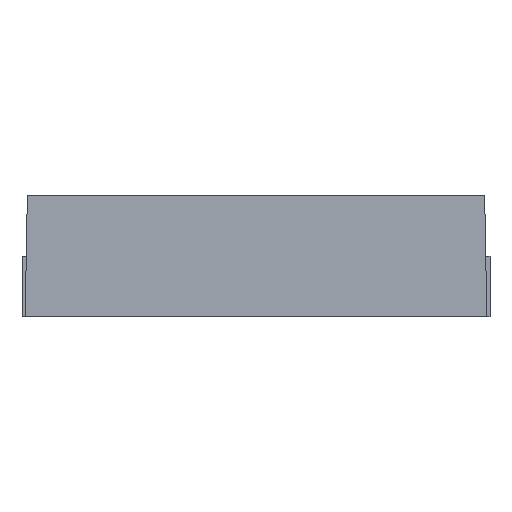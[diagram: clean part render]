
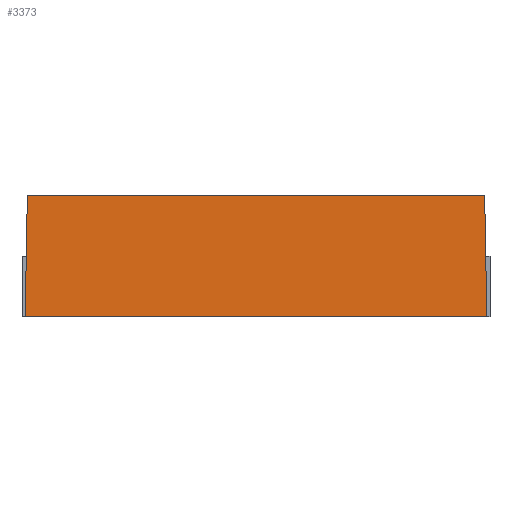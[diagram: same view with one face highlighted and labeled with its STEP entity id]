
A CAD part, front view. The second image highlights one B-rep face of the part: STEP entity #3373.
In plain terms, the highlighted planar face has unit normal (0, -1, 0.018).
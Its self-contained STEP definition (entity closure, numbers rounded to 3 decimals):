
#318=ORIENTED_EDGE('',*,*,#1028,.T.);
#319=ORIENTED_EDGE('',*,*,#1040,.F.);
#320=ORIENTED_EDGE('',*,*,#1045,.T.);
#321=ORIENTED_EDGE('',*,*,#924,.F.);
#322=ORIENTED_EDGE('',*,*,#1038,.T.);
#924=EDGE_CURVE('',#1294,#1295,#1540,.F.);
#1028=EDGE_CURVE('',#1397,#1396,#1585,.F.);
#1038=EDGE_CURVE('',#1294,#1397,#1595,.T.);
#1040=EDGE_CURVE('',#1402,#1396,#1597,.T.);
#1045=EDGE_CURVE('',#1402,#1295,#1602,.T.);
#1294=VERTEX_POINT('',#4182);
#1295=VERTEX_POINT('',#4183);
#1396=VERTEX_POINT('',#4673);
#1397=VERTEX_POINT('',#4675);
#1402=VERTEX_POINT('',#4694);
#1540=LINE('',#4181,#1786);
#1585=LINE('',#4674,#1831);
#1595=LINE('',#4691,#1841);
#1597=LINE('',#4695,#1843);
#1602=LINE('',#4704,#1848);
#1786=VECTOR('',#3665,1000.);
#1831=VECTOR('',#3716,1000.);
#1841=VECTOR('',#3730,1000.);
#1843=VECTOR('',#3734,1000.);
#1848=VECTOR('',#3745,1000.);
#2039=EDGE_LOOP('',(#318,#319,#320,#321,#322));
#2195=FACE_BOUND('',#2039,.T.);
#2341=PLANE('',#3529);
#3373=ADVANCED_FACE('',(#2195),#2341,.T.);
#3529=AXIS2_PLACEMENT_3D('',#4703,#3743,#3744);
#3665=DIRECTION('',(-1.,0.,0.));
#3716=DIRECTION('',(-1.,0.,0.));
#3730=DIRECTION('',(-0.017,-0.017,-1.));
#3734=DIRECTION('',(0.017,-0.017,-1.));
#3743=DIRECTION('',(0.,-1.,0.017));
#3744=DIRECTION('',(0.,-0.017,-1.));
#3745=DIRECTION('',(-1.,0.,0.));
#4181=CARTESIAN_POINT('',(0.,-2.117,1.9));
#4182=CARTESIAN_POINT('',(-3.567,-2.117,1.9));
#4183=CARTESIAN_POINT('',(2.567,-2.117,1.9));
#4673=CARTESIAN_POINT('',(3.6,-2.15,0.));
#4674=CARTESIAN_POINT('',(0.,-2.15,0.));
#4675=CARTESIAN_POINT('',(-3.6,-2.15,0.));
#4691=CARTESIAN_POINT('',(-3.599,-2.149,0.063));
#4694=CARTESIAN_POINT('',(3.567,-2.117,1.9));
#4695=CARTESIAN_POINT('',(3.599,-2.149,0.038));
#4703=CARTESIAN_POINT('',(0.,-2.15,0.));
#4704=CARTESIAN_POINT('',(3.567,-2.117,1.9));
